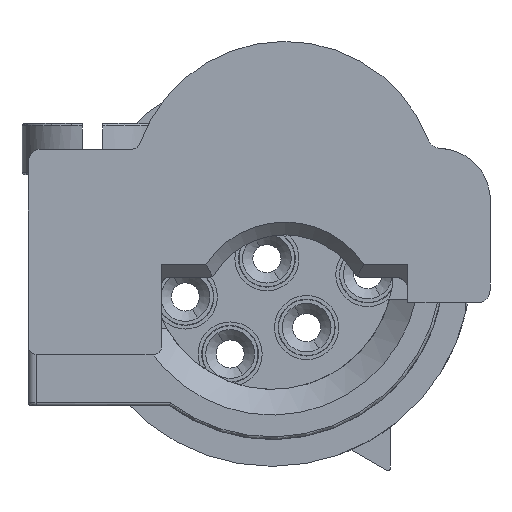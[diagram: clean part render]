
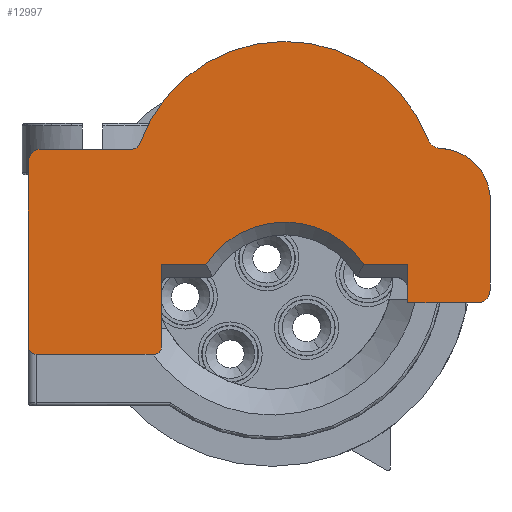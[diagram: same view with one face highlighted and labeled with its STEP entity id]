
A CAD part, front view. The second image highlights one B-rep face of the part: STEP entity #12997.
In plain terms, the highlighted planar face has unit normal (0, -1, 0).
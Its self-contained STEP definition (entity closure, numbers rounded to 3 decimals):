
#2598=DIRECTION('',(0.,0.,-1.));
#2599=VECTOR('',#2598,1.5);
#2600=CARTESIAN_POINT('',(5.3,-8.25,0.125));
#2601=LINE('',#2600,#2599);
#2626=CARTESIAN_POINT('',(-9.2,-8.25,-3.075));
#2627=DIRECTION('',(0.,-1.,0.));
#2628=DIRECTION('',(-1.,0.,0.));
#2629=AXIS2_PLACEMENT_3D('',#2626,#2627,#2628);
#2631=DIRECTION('',(0.,0.,-1.));
#2632=VECTOR('',#2631,7.2);
#2633=CARTESIAN_POINT('',(-9.5,-8.25,4.125));
#2634=LINE('',#2633,#2632);
#2635=CARTESIAN_POINT('',(-9.,-8.25,4.125));
#2636=DIRECTION('',(0.,-1.,0.));
#2637=DIRECTION('',(0.,0.,1.));
#2638=AXIS2_PLACEMENT_3D('',#2635,#2636,#2637);
#2640=DIRECTION('',(-1.,0.,0.));
#2641=VECTOR('',#2640,3.562);
#2642=CARTESIAN_POINT('',(-5.438,-8.25,4.625));
#2643=LINE('',#2642,#2641);
#2644=CARTESIAN_POINT('',(0.5,-8.25,2.821));
#2645=DIRECTION('',(0.,-1.,0.));
#2646=DIRECTION('',(0.934,0.,0.358));
#2647=AXIS2_PLACEMENT_3D('',#2644,#2645,#2646);
#2649=CARTESIAN_POINT('',(6.508,-8.25,2.645));
#2650=DIRECTION('',(0.,-1.,0.));
#2651=DIRECTION('',(0.996,0.,0.088));
#2652=AXIS2_PLACEMENT_3D('',#2649,#2650,#2651);
#2654=DIRECTION('',(0.,0.,1.));
#2655=VECTOR('',#2654,3.696);
#2656=CARTESIAN_POINT('',(8.5,-8.25,-0.875));
#2657=LINE('',#2656,#2655);
#2658=CARTESIAN_POINT('',(8.,-8.25,-0.875));
#2659=DIRECTION('',(0.,-1.,0.));
#2660=DIRECTION('',(0.,0.,-1.));
#2661=AXIS2_PLACEMENT_3D('',#2658,#2659,#2660);
#2663=DIRECTION('',(1.,0.,0.));
#2664=VECTOR('',#2663,2.7);
#2665=CARTESIAN_POINT('',(5.3,-8.25,-1.375));
#2666=LINE('',#2665,#2664);
#2667=DIRECTION('',(1.,0.,0.));
#2668=VECTOR('',#2667,1.719);
#2669=CARTESIAN_POINT('',(3.581,-8.25,
0.125));
#2670=LINE('',#2669,#2668);
#2671=CARTESIAN_POINT('',(0.5,-8.25,-1.924));
#2672=DIRECTION('',(0.,1.,0.));
#2673=DIRECTION('',(-0.833,0.,0.554));
#2674=AXIS2_PLACEMENT_3D('',#2671,#2672,#2673);
#2676=DIRECTION('',(1.,0.,0.));
#2677=VECTOR('',#2676,1.719);
#2678=CARTESIAN_POINT('',(-4.3,-8.25,0.125));
#2679=LINE('',#2678,#2677);
#2680=CARTESIAN_POINT('',(-4.6,-8.25,-3.075));
#2681=DIRECTION('',(0.,-1.,0.));
#2682=DIRECTION('',(0.,0.,-1.));
#2683=AXIS2_PLACEMENT_3D('',#2680,#2681,#2682);
#2685=DIRECTION('',(1.,0.,0.));
#2686=VECTOR('',#2685,4.6);
#2687=CARTESIAN_POINT('',(-9.2,-8.25,-3.375));
#2688=LINE('',#2687,#2686);
#3122=DIRECTION('',(0.,0.,1.));
#3123=VECTOR('',#3122,3.2);
#3124=CARTESIAN_POINT('',(-4.3,-8.25,-3.075));
#3125=LINE('',#3124,#3123);
#3418=CARTESIAN_POINT('',(6.57,-8.25,5.145));
#3419=DIRECTION('',(0.,1.,0.));
#3420=DIRECTION('',(-0.025,0.,-1.));
#3421=AXIS2_PLACEMENT_3D('',#3418,#3419,#3420);
#3455=CARTESIAN_POINT('',(-5.438,-8.25,4.925));
#3456=DIRECTION('',(0.,1.,0.));
#3457=DIRECTION('',(0.943,0.,-0.334));
#3458=AXIS2_PLACEMENT_3D('',#3455,#3456,#3457);
#9550=CARTESIAN_POINT('',(8.5,-8.25,2.821));
#9552=VERTEX_POINT('',#9550);
#9553=CARTESIAN_POINT('',(3.581,-8.25,
0.125));
#9554=CARTESIAN_POINT('',(5.3,-8.25,0.125));
#9555=VERTEX_POINT('',#9553);
#9556=VERTEX_POINT('',#9554);
#9557=CARTESIAN_POINT('',(-2.581,-8.25,0.125));
#9558=VERTEX_POINT('',#9557);
#9559=CARTESIAN_POINT('',(-4.3,-8.25,0.125));
#9560=VERTEX_POINT('',#9559);
#9569=CARTESIAN_POINT('',(5.3,-8.25,-1.375));
#9570=VERTEX_POINT('',#9569);
#9575=CARTESIAN_POINT('',(6.558,-8.25,4.645));
#9576=VERTEX_POINT('',#9575);
#9579=CARTESIAN_POINT('',(6.103,-8.25,4.966));
#9580=VERTEX_POINT('',#9579);
#9585=CARTESIAN_POINT('',(-9.,-8.25,4.625));
#9586=CARTESIAN_POINT('',(-9.5,-8.25,4.125));
#9587=VERTEX_POINT('',#9585);
#9588=VERTEX_POINT('',#9586);
#9593=CARTESIAN_POINT('',(8.,-8.25,-1.375));
#9594=VERTEX_POINT('',#9593);
#9595=CARTESIAN_POINT('',(8.5,-8.25,-0.875));
#9596=VERTEX_POINT('',#9595);
#9599=CARTESIAN_POINT('',(-5.155,-8.25,4.825));
#9600=VERTEX_POINT('',#9599);
#9603=CARTESIAN_POINT('',(-5.438,-8.25,4.625));
#9604=VERTEX_POINT('',#9603);
#9609=CARTESIAN_POINT('',(-9.5,-8.25,-3.075));
#9610=CARTESIAN_POINT('',(-9.2,-8.25,-3.375));
#9611=VERTEX_POINT('',#9609);
#9612=VERTEX_POINT('',#9610);
#9617=CARTESIAN_POINT('',(-4.6,-8.25,-3.375));
#9618=CARTESIAN_POINT('',(-4.3,-8.25,-3.075));
#9619=VERTEX_POINT('',#9617);
#9620=VERTEX_POINT('',#9618);
#12956=CARTESIAN_POINT('',(0.5,-8.25,2.821));
#12957=DIRECTION('',(0.,-1.,0.));
#12958=DIRECTION('',(1.,0.,0.));
#12959=AXIS2_PLACEMENT_3D('',#12956,#12957,#12958);
#12960=PLANE('',#12959);
#12962=ORIENTED_EDGE('',*,*,#12961,.F.);
#12964=ORIENTED_EDGE('',*,*,#12963,.F.);
#12966=ORIENTED_EDGE('',*,*,#12965,.F.);
#12968=ORIENTED_EDGE('',*,*,#12967,.F.);
#12970=ORIENTED_EDGE('',*,*,#12969,.F.);
#12972=ORIENTED_EDGE('',*,*,#12971,.F.);
#12974=ORIENTED_EDGE('',*,*,#12973,.F.);
#12976=ORIENTED_EDGE('',*,*,#12975,.F.);
#12978=ORIENTED_EDGE('',*,*,#12977,.F.);
#12980=ORIENTED_EDGE('',*,*,#12979,.F.);
#12981=ORIENTED_EDGE('',*,*,#12946,.F.);
#12982=ORIENTED_EDGE('',*,*,#12928,.F.);
#12984=ORIENTED_EDGE('',*,*,#12983,.F.);
#12986=ORIENTED_EDGE('',*,*,#12985,.F.);
#12988=ORIENTED_EDGE('',*,*,#12987,.F.);
#12990=ORIENTED_EDGE('',*,*,#12989,.F.);
#12992=ORIENTED_EDGE('',*,*,#12991,.F.);
#12994=ORIENTED_EDGE('',*,*,#12993,.F.);
#12995=EDGE_LOOP('',(#12962,#12964,#12966,#12968,#12970,#12972,#12974,#12976,
#12978,#12980,#12981,#12982,#12984,#12986,#12988,#12990,#12992,#12994));
#12996=FACE_OUTER_BOUND('',#12995,.F.);
#12997=ADVANCED_FACE('',(#12996),#12960,.T.);
#2630=CIRCLE('',#2629,0.3);
#2639=CIRCLE('',#2638,0.5);
#2648=CIRCLE('',#2647,6.);
#2653=CIRCLE('',#2652,2.);
#2662=CIRCLE('',#2661,0.5);
#2675=CIRCLE('',#2674,3.7);
#2684=CIRCLE('',#2683,0.3);
#3422=CIRCLE('',#3421,0.5);
#3459=CIRCLE('',#3458,0.3);
#12928=EDGE_CURVE('',#9556,#9570,#2601,.T.);
#12946=EDGE_CURVE('',#9570,#9594,#2666,.T.);
#12961=EDGE_CURVE('',#9611,#9612,#2630,.T.);
#12963=EDGE_CURVE('',#9588,#9611,#2634,.T.);
#12965=EDGE_CURVE('',#9587,#9588,#2639,.T.);
#12967=EDGE_CURVE('',#9604,#9587,#2643,.T.);
#12969=EDGE_CURVE('',#9600,#9604,#3459,.T.);
#12971=EDGE_CURVE('',#9580,#9600,#2648,.T.);
#12973=EDGE_CURVE('',#9576,#9580,#3422,.T.);
#12975=EDGE_CURVE('',#9552,#9576,#2653,.T.);
#12977=EDGE_CURVE('',#9596,#9552,#2657,.T.);
#12979=EDGE_CURVE('',#9594,#9596,#2662,.T.);
#12983=EDGE_CURVE('',#9555,#9556,#2670,.T.);
#12985=EDGE_CURVE('',#9558,#9555,#2675,.T.);
#12987=EDGE_CURVE('',#9560,#9558,#2679,.T.);
#12989=EDGE_CURVE('',#9620,#9560,#3125,.T.);
#12991=EDGE_CURVE('',#9619,#9620,#2684,.T.);
#12993=EDGE_CURVE('',#9612,#9619,#2688,.T.);
